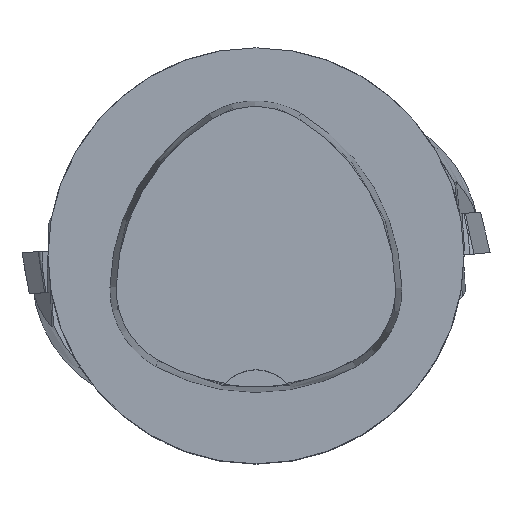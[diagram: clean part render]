
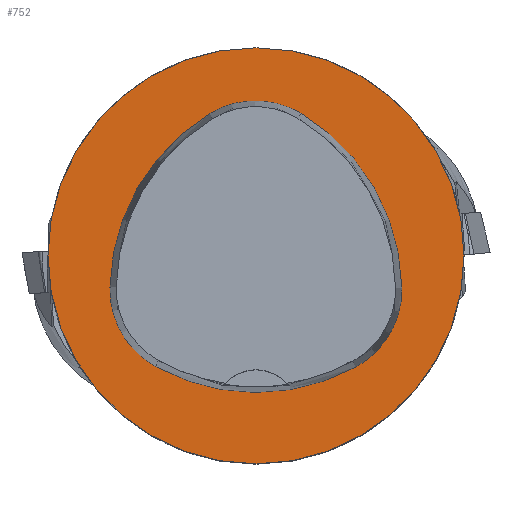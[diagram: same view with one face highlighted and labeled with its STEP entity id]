
A CAD part, top view. The second image highlights one B-rep face of the part: STEP entity #752.
In plain terms, the highlighted planar face has unit normal (0, 0, 1).
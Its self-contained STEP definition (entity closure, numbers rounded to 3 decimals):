
#323=FACE_BOUND('',#1284,.T.);
#324=FACE_BOUND('',#1285,.T.);
#551=CIRCLE('',#4140,20.);
#553=CIRCLE('',#4143,8.5);
#555=CIRCLE('',#4146,20.);
#557=CIRCLE('',#4149,8.5);
#561=CIRCLE('',#4154,20.);
#563=CIRCLE('',#4157,8.5);
#566=CIRCLE('',#4162,20.);
#752=ADVANCED_FACE('',(#323,#324),#886,.T.);
#886=PLANE('',#4163);
#1284=EDGE_LOOP('',(#2272,#2273,#2274,#2275,#2276,#2277));
#1285=EDGE_LOOP('',(#2278));
#2272=ORIENTED_EDGE('',*,*,#3142,.T.);
#2273=ORIENTED_EDGE('',*,*,#3122,.T.);
#2274=ORIENTED_EDGE('',*,*,#3126,.T.);
#2275=ORIENTED_EDGE('',*,*,#3129,.T.);
#2276=ORIENTED_EDGE('',*,*,#3132,.T.);
#2277=ORIENTED_EDGE('',*,*,#3140,.T.);
#2278=ORIENTED_EDGE('',*,*,#3145,.F.);
#2640=VERTEX_POINT('',#6989);
#2641=VERTEX_POINT('',#6990);
#2644=VERTEX_POINT('',#6998);
#2646=VERTEX_POINT('',#7004);
#2648=VERTEX_POINT('',#7010);
#2655=VERTEX_POINT('',#7031);
#2656=VERTEX_POINT('',#7041);
#3122=EDGE_CURVE('',#2640,#2641,#551,.T.);
#3126=EDGE_CURVE('',#2641,#2644,#553,.T.);
#3129=EDGE_CURVE('',#2644,#2646,#555,.T.);
#3132=EDGE_CURVE('',#2646,#2648,#557,.T.);
#3140=EDGE_CURVE('',#2648,#2655,#561,.T.);
#3142=EDGE_CURVE('',#2655,#2640,#563,.T.);
#3145=EDGE_CURVE('',#2656,#2656,#566,.T.);
#4140=AXIS2_PLACEMENT_3D('',#6988,#4962,#4963);
#4143=AXIS2_PLACEMENT_3D('',#6997,#4970,#4971);
#4146=AXIS2_PLACEMENT_3D('',#7003,#4977,#4978);
#4149=AXIS2_PLACEMENT_3D('',#7009,#4984,#4985);
#4154=AXIS2_PLACEMENT_3D('',#7032,#4996,#4997);
#4157=AXIS2_PLACEMENT_3D('',#7035,#5002,#5003);
#4162=AXIS2_PLACEMENT_3D('',#7040,#5012,#5013);
#4163=AXIS2_PLACEMENT_3D('',#7042,#5014,#5015);
#4962=DIRECTION('',(0.,0.,-1.));
#4963=DIRECTION('',(-1.,0.,0.));
#4970=DIRECTION('',(0.,0.,-1.));
#4971=DIRECTION('',(-1.,0.,0.));
#4977=DIRECTION('',(0.,0.,-1.));
#4978=DIRECTION('',(-1.,0.,0.));
#4984=DIRECTION('',(0.,0.,-1.));
#4985=DIRECTION('',(-1.,0.,0.));
#4996=DIRECTION('',(0.,0.,-1.));
#4997=DIRECTION('',(-1.,0.,0.));
#5002=DIRECTION('',(0.,0.,-1.));
#5003=DIRECTION('',(-1.,0.,0.));
#5012=DIRECTION('',(0.,0.,-1.));
#5013=DIRECTION('',(-1.,0.,0.));
#5014=DIRECTION('',(0.,0.,1.));
#5015=DIRECTION('',(1.,0.,0.));
#6988=CARTESIAN_POINT('',(5.955,-3.414,0.));
#6989=CARTESIAN_POINT('',(-14.041,-3.042,0.));
#6990=CARTESIAN_POINT('',(-4.472,13.653,0.));
#6997=CARTESIAN_POINT('',(-0.04,6.4,0.));
#6998=CARTESIAN_POINT('',(4.347,13.68,0.));
#7003=CARTESIAN_POINT('',(-5.976,-3.45,0.));
#7004=CARTESIAN_POINT('',(14.021,-3.075,0.));
#7009=CARTESIAN_POINT('',(5.522,-3.235,0.));
#7010=CARTESIAN_POINT('',(9.588,-10.699,0.));
#7031=CARTESIAN_POINT('',(-9.655,-10.639,0.));
#7032=CARTESIAN_POINT('',(0.022,6.864,0.));
#7035=CARTESIAN_POINT('',(-5.543,-3.2,0.));
#7040=CARTESIAN_POINT('',(0.,0.,0.));
#7041=CARTESIAN_POINT('',(-20.,0.,0.));
#7042=CARTESIAN_POINT('',(0.,0.,0.));
